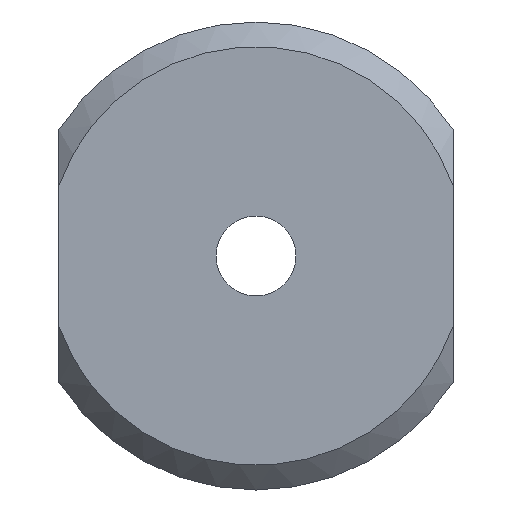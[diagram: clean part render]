
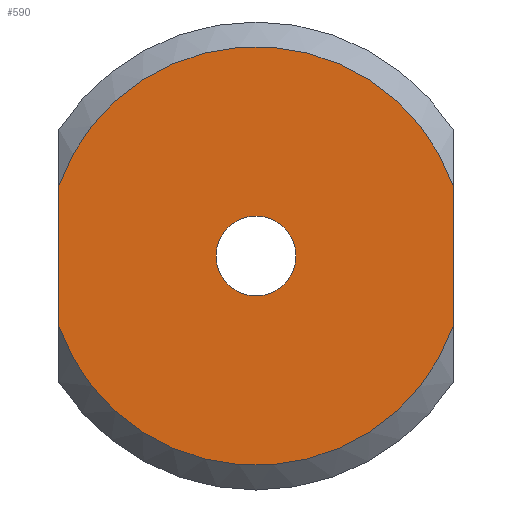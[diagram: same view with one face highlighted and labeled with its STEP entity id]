
A CAD part, front view. The second image highlights one B-rep face of the part: STEP entity #590.
In plain terms, the highlighted planar face has unit normal (0, -1, 0).
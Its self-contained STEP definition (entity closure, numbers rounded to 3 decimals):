
#30=FACE_BOUND('',#101,.T.);
#35=PLANE('',#650);
#66=FACE_OUTER_BOUND('',#100,.T.);
#100=EDGE_LOOP('',(#399,#400,#401,#402));
#101=EDGE_LOOP('',(#403,#404));
#138=LINE('',#927,#170);
#139=LINE('',#930,#171);
#170=VECTOR('',#738,10.);
#171=VECTOR('',#741,10.);
#201=CIRCLE('',#643,1.621);
#202=CIRCLE('',#644,1.621);
#205=CIRCLE('',#648,8.5);
#207=CIRCLE('',#651,8.5);
#236=VERTEX_POINT('',#903);
#237=VERTEX_POINT('',#904);
#241=VERTEX_POINT('',#914);
#242=VERTEX_POINT('',#918);
#244=VERTEX_POINT('',#926);
#245=VERTEX_POINT('',#928);
#297=EDGE_CURVE('',#236,#237,#201,.T.);
#298=EDGE_CURVE('',#237,#236,#202,.T.);
#303=EDGE_CURVE('',#241,#242,#205,.T.);
#306=EDGE_CURVE('',#241,#244,#138,.T.);
#307=EDGE_CURVE('',#245,#244,#207,.T.);
#308=EDGE_CURVE('',#245,#242,#139,.T.);
#399=ORIENTED_EDGE('',*,*,#303,.F.);
#400=ORIENTED_EDGE('',*,*,#306,.T.);
#401=ORIENTED_EDGE('',*,*,#307,.F.);
#402=ORIENTED_EDGE('',*,*,#308,.T.);
#403=ORIENTED_EDGE('',*,*,#297,.T.);
#404=ORIENTED_EDGE('',*,*,#298,.T.);
#590=ADVANCED_FACE('',(#66,#30),#35,.T.);
#643=AXIS2_PLACEMENT_3D('',#905,#721,#722);
#644=AXIS2_PLACEMENT_3D('',#906,#723,#724);
#648=AXIS2_PLACEMENT_3D('',#919,#732,#733);
#650=AXIS2_PLACEMENT_3D('',#925,#736,#737);
#651=AXIS2_PLACEMENT_3D('',#929,#739,#740);
#721=DIRECTION('center_axis',(0.,1.,0.));
#722=DIRECTION('ref_axis',(1.,0.,0.));
#723=DIRECTION('center_axis',(0.,1.,0.));
#724=DIRECTION('ref_axis',(1.,0.,0.));
#732=DIRECTION('center_axis',(0.,1.,0.));
#733=DIRECTION('ref_axis',(0.842,0.,-0.539));
#736=DIRECTION('center_axis',(0.,-1.,0.));
#737=DIRECTION('ref_axis',(0.,0.,-1.));
#738=DIRECTION('',(0.,0.,1.));
#739=DIRECTION('center_axis',(0.,1.,0.));
#740=DIRECTION('ref_axis',(-0.842,0.,0.539));
#741=DIRECTION('',(0.,0.,-1.));
#903=CARTESIAN_POINT('',(1.621,-10.,0.));
#904=CARTESIAN_POINT('',(-1.621,-10.,0.));
#905=CARTESIAN_POINT('Origin',(0.,-10.,0.));
#906=CARTESIAN_POINT('Origin',(0.,-10.,0.));
#914=CARTESIAN_POINT('',(8.,-10.,-2.872));
#918=CARTESIAN_POINT('',(-8.,-10.,-2.872));
#919=CARTESIAN_POINT('Origin',(0.,-10.,0.));
#925=CARTESIAN_POINT('Origin',(0.,-10.,0.));
#926=CARTESIAN_POINT('',(8.,-10.,2.872));
#927=CARTESIAN_POINT('',(8.,-10.,5.123));
#928=CARTESIAN_POINT('',(-8.,-10.,2.872));
#929=CARTESIAN_POINT('Origin',(0.,-10.,0.));
#930=CARTESIAN_POINT('',(-8.,-10.,-5.123));
